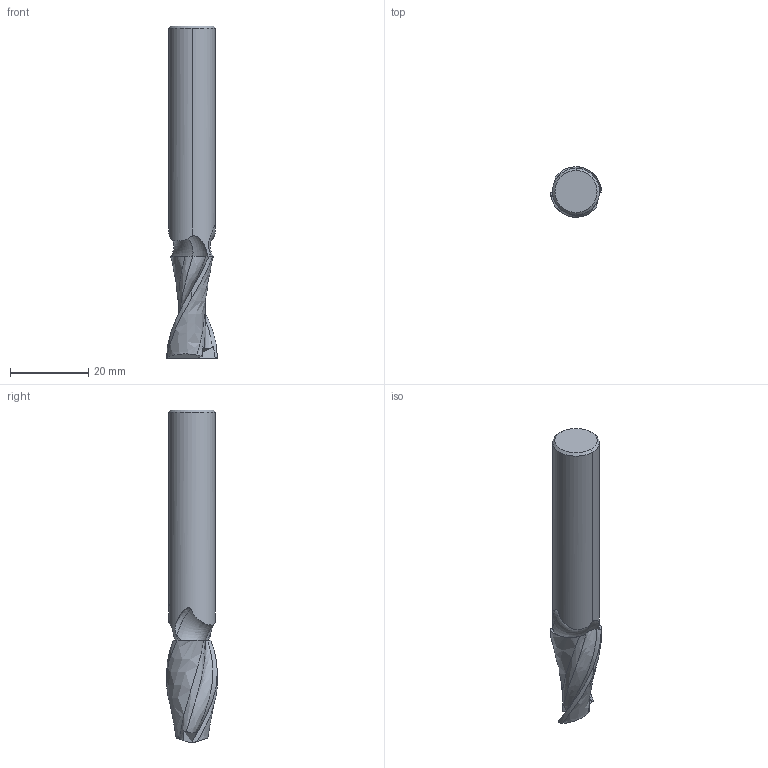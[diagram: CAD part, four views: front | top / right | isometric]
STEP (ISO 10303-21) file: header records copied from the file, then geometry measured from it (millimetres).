
FILE_DESCRIPTION(('no description'),'unknown implementation level');
FILE_NAME('solidNoGXwtwbsGVjq13jaR_QVGHgFsI_1.STP',' ',('CIM GmbH Aachen'),('CADClick - KiM GmbH - www.kimweb.de'),'unknown preprocess','ACIS','unknown authorization');
FILE_SCHEMA(('automotive_design'));
Length unit declared in the file: millimetre
Products named in the file (2): 1; 2
Bounding box: 13 x 13 x 85 mm (x, y, z)
Volume: 8043.8 mm3; surface area: 3393 mm2
Topology: 2 solids, 2 shells, 57 faces, 159 edges, 105 vertices
Faces by surface type: plane 22, cylinder 11, revolution 10, bspline 8, cone 6
Entity records: 6500 total; most frequent: CARTESIAN_POINT 3340, STYLED_ITEM 323, PRESENTATION_STYLE_ASSIGNMENT 323, COLOUR_RGB 323, ORIENTED_EDGE 318, DIRECTION 218, EDGE_CURVE 159, CURVE_STYLE 159
